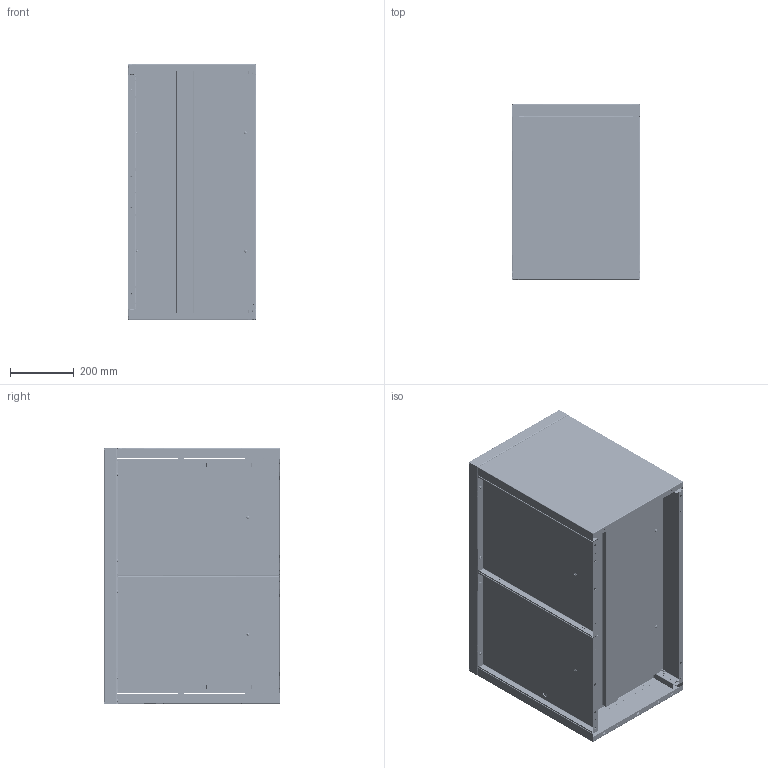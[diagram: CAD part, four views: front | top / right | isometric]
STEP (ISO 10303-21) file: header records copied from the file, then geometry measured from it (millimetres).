
FILE_DESCRIPTION (( 'STEP AP203' ), '1' );
FILE_NAME ('2016.STEP', '2023-06-14T11:08:30', ( '' ), ( '' ), 'SwSTEP 2.0', 'SolidWorks 2022', '' );
FILE_SCHEMA (( 'CONFIG_CONTROL_DESIGN' ));
Length unit declared in the file: millimetre
Products named in the file (17): 04800606-B.IGS; 08201609.IGS; MOSS_005487000002.IGS; 04800608-B.IGS; 08201601.IGS; 04801409-N.IGS; 08201608.IGS; 08201604.IGS; 08201605.IGS; 08201602.IGS; Sroub ISO 7049 - CH_ST4,8x9,5-C-H.IGS; 04800615.IGS; 08201607.IGS; 08201606.IGS; 08201603.IGS; 2016; 2016.IGS
Assembly tree (36 placements, depth 3):
  2016
    2016.IGS
      08201601.IGS
      08201603.IGS
      08201604.IGS
      08201607.IGS
      04800606-B.IGS
      04801409-N.IGS
      04800608-B.IGS
      04800615.IGS  x4
      Sroub ISO 7049 - CH_ST4,8x9,5-C-H.IGS  x14
      MOSS_005487000002.IGS  x2
      08201602.IGS
      08201605.IGS  x2
      08201606.IGS  x2
      08201608.IGS  x2
      08201609.IGS
Bounding box: 400 x 549.95 x 800 mm (x, y, z)
Volume: 2054335.8 mm3; surface area: 6390446.5 mm2
Topology: 36 solids, 36 shells, 4031 faces, 10785 edges, 6792 vertices
Faces by surface type: bspline 4031
Entity records: 106188 total; most frequent: CARTESIAN_POINT 65781, ORIENTED_EDGE 12678, EDGE_CURVE 6339, B_SPLINE_CURVE_WITH_KNOTS 4683, VERTEX_POINT 3950, EDGE_LOOP 3491, FACE_OUTER_BOUND 2410, ADVANCED_FACE 2410
